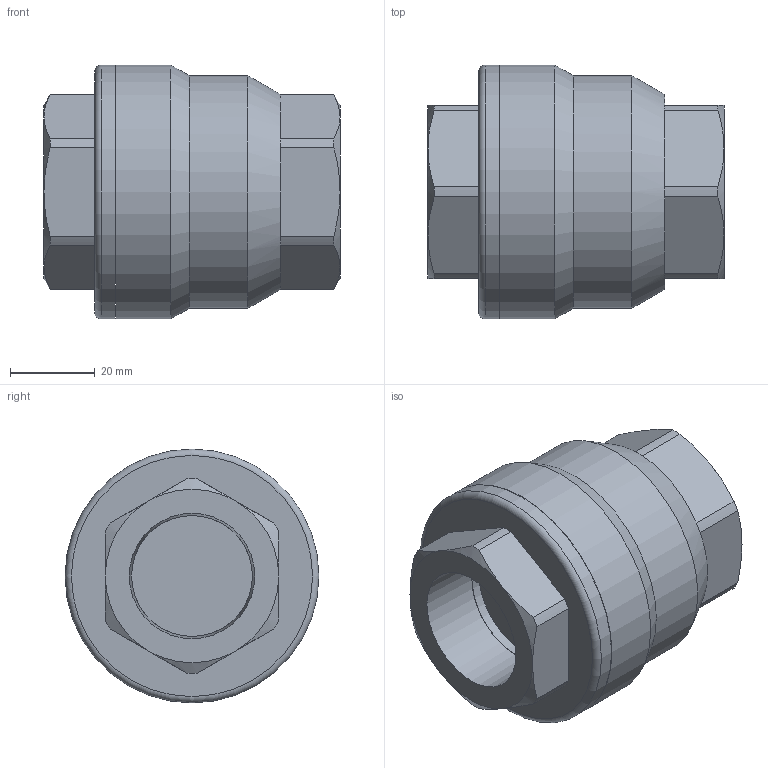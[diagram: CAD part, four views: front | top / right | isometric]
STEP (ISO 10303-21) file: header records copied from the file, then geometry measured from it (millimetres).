
FILE_DESCRIPTION((''),'2;1');
FILE_NAME('ck3m0-025-screw-01.stp','2009-11-17T09:51:46',('nakaot'),(''),'Autodesk Inventor 2008','Autodesk Inventor 2008','');
FILE_SCHEMA(('AUTOMOTIVE_DESIGN { 1 0 10303 214 1 1 1 1 }'));
Length unit declared in the file: millimetre
Products named in the file (1): ck3m0-025-screw-01
Bounding box: 70 x 60 x 60 mm (x, y, z)
Volume: 125366.1 mm3; surface area: 23371.9 mm2
Topology: 2 solids, 2 shells, 60 faces, 129 edges, 77 vertices
Faces by surface type: plane 23, cylinder 15, cone 14, bspline 7, torus 1
Full cylindrical faces by diameter (mm): 55 x1, 60 x2
Entity records: 1606 total; most frequent: CARTESIAN_POINT 378, DIRECTION 258, ORIENTED_EDGE 234, EDGE_CURVE 117, AXIS2_PLACEMENT_3D 111, EDGE_LOOP 76, VERTEX_POINT 75, FACE_OUTER_BOUND 60
